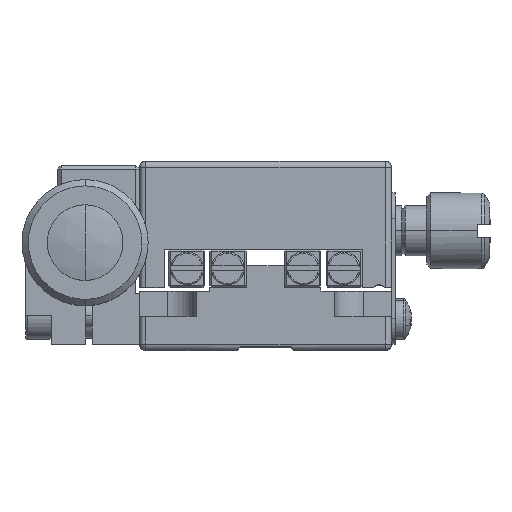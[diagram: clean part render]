
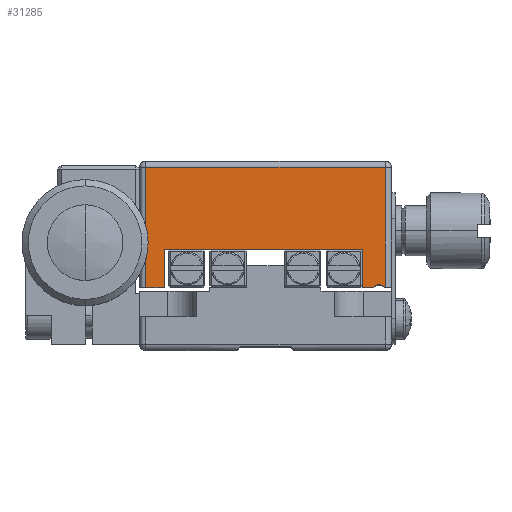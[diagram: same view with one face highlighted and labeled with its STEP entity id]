
A CAD part, top view. The second image highlights one B-rep face of the part: STEP entity #31285.
In plain terms, the highlighted planar face has unit normal (0, 0, 1).
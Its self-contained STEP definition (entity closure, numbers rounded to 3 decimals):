
#35 = EDGE_CURVE ( 'NONE', #9714, #32398, #8261, .T. ) ;
#59 = LINE ( 'NONE', #51321, #11277 ) ;
#187 = LINE ( 'NONE', #7620, #9925 ) ;
#647 = EDGE_CURVE ( 'NONE', #22544, #19082, #44970, .T. ) ;
#1698 = ORIENTED_EDGE ( 'NONE', *, *, #35, .F. ) ;
#1714 = LINE ( 'NONE', #34563, #38537 ) ;
#2859 = EDGE_LOOP ( 'NONE', ( #52199, #1698, #14405, #27338, #24827, #22991, #4372, #6350, #36487, #51544, #40776 ) ) ;
#3998 = VERTEX_POINT ( 'NONE', #28898 ) ;
#4372 = ORIENTED_EDGE ( 'NONE', *, *, #56206, .T. ) ;
#4453 = DIRECTION ( 'NONE',  ( 0., 1., 0. ) ) ;
#4577 = DIRECTION ( 'NONE',  ( -1., 0., 0. ) ) ;
#4697 = VERTEX_POINT ( 'NONE', #17043 ) ;
#5099 = CARTESIAN_POINT ( 'NONE',  ( 9., 4.7, 10. ) ) ;
#5187 = CARTESIAN_POINT ( 'NONE',  ( -10., 15., 10. ) ) ;
#6350 = ORIENTED_EDGE ( 'NONE', *, *, #8653, .T. ) ;
#6490 = CIRCLE ( 'NONE', #11036, 0.5 ) ;
#6704 = VECTOR ( 'NONE', #16846, 1000. ) ;
#7191 = CARTESIAN_POINT ( 'NONE',  ( -10., 5., 10. ) ) ;
#7620 = CARTESIAN_POINT ( 'NONE',  ( -10., 5., 10. ) ) ;
#8259 = CARTESIAN_POINT ( 'NONE',  ( -7.5, 4.2, 10. ) ) ;
#8261 = LINE ( 'NONE', #18818, #56323 ) ;
#8653 = EDGE_CURVE ( 'NONE', #55754, #22544, #1714, .T. ) ;
#8674 = DIRECTION ( 'NONE',  ( 1., 0., 0. ) ) ;
#9714 = VERTEX_POINT ( 'NONE', #48214 ) ;
#9893 = DIRECTION ( 'NONE',  ( 1., 0., 0. ) ) ;
#9925 = VECTOR ( 'NONE', #45990, 1000. ) ;
#9975 = DIRECTION ( 'NONE',  ( -1., 0., 0. ) ) ;
#10306 = CARTESIAN_POINT ( 'NONE',  ( -8., 8., 10. ) ) ;
#11036 = AXIS2_PLACEMENT_3D ( 'NONE', #5099, #38653, #9893 ) ;
#11277 = VECTOR ( 'NONE', #13109, 1000. ) ;
#13069 = DIRECTION ( 'NONE',  ( 1., 0., 0. ) ) ;
#13109 = DIRECTION ( 'NONE',  ( 0., 1., 0. ) ) ;
#13119 = VERTEX_POINT ( 'NONE', #22191 ) ;
#14405 = ORIENTED_EDGE ( 'NONE', *, *, #16188, .F. ) ;
#15521 = CARTESIAN_POINT ( 'NONE',  ( 9.5, 5., 10. ) ) ;
#15641 = EDGE_CURVE ( 'NONE', #19082, #27038, #31764, .T. ) ;
#16188 = EDGE_CURVE ( 'NONE', #3998, #9714, #57304, .T. ) ;
#16846 = DIRECTION ( 'NONE',  ( 1., 0., 0. ) ) ;
#17043 = CARTESIAN_POINT ( 'NONE',  ( -8., 5.066, 10. ) ) ;
#18818 = CARTESIAN_POINT ( 'NONE',  ( 4.8, 8., 10. ) ) ;
#18906 = EDGE_CURVE ( 'NONE', #3998, #13119, #41994, .T. ) ;
#19017 = VECTOR ( 'NONE', #8674, 1000. ) ;
#19082 = VERTEX_POINT ( 'NONE', #52740 ) ;
#20936 = CARTESIAN_POINT ( 'NONE',  ( -8.1, 5., 10. ) ) ;
#22157 = DIRECTION ( 'NONE',  ( 0., -1., 0. ) ) ;
#22191 = CARTESIAN_POINT ( 'NONE',  ( 8.6, 5., 10. ) ) ;
#22544 = VERTEX_POINT ( 'NONE', #30988 ) ;
#22991 = ORIENTED_EDGE ( 'NONE', *, *, #42561, .T. ) ;
#23077 = CARTESIAN_POINT ( 'NONE',  ( -9.5, 15., 10. ) ) ;
#24827 = ORIENTED_EDGE ( 'NONE', *, *, #38792, .F. ) ;
#27038 = VERTEX_POINT ( 'NONE', #20936 ) ;
#27338 = ORIENTED_EDGE ( 'NONE', *, *, #18906, .T. ) ;
#27899 = DIRECTION ( 'NONE',  ( 0., -1., 0. ) ) ;
#28898 = CARTESIAN_POINT ( 'NONE',  ( 7.7, 5., 10. ) ) ;
#30889 = CARTESIAN_POINT ( 'NONE',  ( 9.4, 5., 10. ) ) ;
#30988 = CARTESIAN_POINT ( 'NONE',  ( -9.5, 14.5, 10. ) ) ;
#31285 = ADVANCED_FACE ( 'NONE', ( #57309 ), #38547, .F. ) ;
#31764 = LINE ( 'NONE', #32582, #19017 ) ;
#31840 = VECTOR ( 'NONE', #22157, 1000. ) ;
#32398 = VERTEX_POINT ( 'NONE', #10306 ) ;
#32582 = CARTESIAN_POINT ( 'NONE',  ( -10., 5., 10. ) ) ;
#34563 = CARTESIAN_POINT ( 'NONE',  ( -10., 14.5, 10. ) ) ;
#36487 = ORIENTED_EDGE ( 'NONE', *, *, #647, .T. ) ;
#37540 = CARTESIAN_POINT ( 'NONE',  ( 9.5, 14.5, 10. ) ) ;
#37788 = CARTESIAN_POINT ( 'NONE',  ( 7.7, 8., 10. ) ) ;
#38489 = VERTEX_POINT ( 'NONE', #30889 ) ;
#38537 = VECTOR ( 'NONE', #53890, 1000. ) ;
#38547 = PLANE ( 'NONE',  #43523 ) ;
#38653 = DIRECTION ( 'NONE',  ( 0., 0., 1. ) ) ;
#38745 = DIRECTION ( 'NONE',  ( 0., 0., -1. ) ) ;
#38792 = EDGE_CURVE ( 'NONE', #38489, #13119, #6490, .T. ) ;
#40776 = ORIENTED_EDGE ( 'NONE', *, *, #48167, .F. ) ;
#41831 = DIRECTION ( 'NONE',  ( 0., 0., 1. ) ) ;
#41994 = LINE ( 'NONE', #7191, #6704 ) ;
#42561 = EDGE_CURVE ( 'NONE', #38489, #55491, #187, .T. ) ;
#43138 = LINE ( 'NONE', #50958, #31840 ) ;
#43495 = VECTOR ( 'NONE', #27899, 1000. ) ;
#43523 = AXIS2_PLACEMENT_3D ( 'NONE', #5187, #38745, #9975 ) ;
#43619 = CIRCLE ( 'NONE', #58082, 1. ) ;
#44503 = VECTOR ( 'NONE', #4453, 1000. ) ;
#44970 = LINE ( 'NONE', #23077, #43495 ) ;
#45990 = DIRECTION ( 'NONE',  ( 1., 0., 0. ) ) ;
#48167 = EDGE_CURVE ( 'NONE', #4697, #27038, #43619, .T. ) ;
#48214 = CARTESIAN_POINT ( 'NONE',  ( 7.7, 8., 10. ) ) ;
#50958 = CARTESIAN_POINT ( 'NONE',  ( -8., 5., 10. ) ) ;
#51321 = CARTESIAN_POINT ( 'NONE',  ( 9.5, 15., 10. ) ) ;
#51544 = ORIENTED_EDGE ( 'NONE', *, *, #15641, .T. ) ;
#52199 = ORIENTED_EDGE ( 'NONE', *, *, #52926, .F. ) ;
#52740 = CARTESIAN_POINT ( 'NONE',  ( -9.5, 5., 10. ) ) ;
#52926 = EDGE_CURVE ( 'NONE', #32398, #4697, #43138, .T. ) ;
#53890 = DIRECTION ( 'NONE',  ( -1., 0., 0. ) ) ;
#55491 = VERTEX_POINT ( 'NONE', #15521 ) ;
#55754 = VERTEX_POINT ( 'NONE', #37540 ) ;
#56206 = EDGE_CURVE ( 'NONE', #55491, #55754, #59, .T. ) ;
#56323 = VECTOR ( 'NONE', #4577, 1000. ) ;
#57304 = LINE ( 'NONE', #37788, #44503 ) ;
#57309 = FACE_OUTER_BOUND ( 'NONE', #2859, .T. ) ;
#58082 = AXIS2_PLACEMENT_3D ( 'NONE', #8259, #41831, #13069 ) ;
